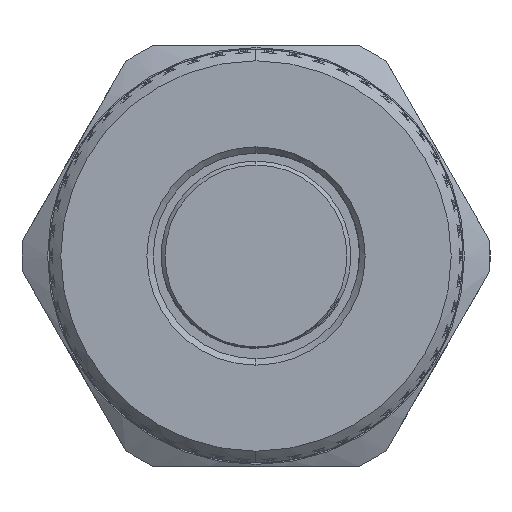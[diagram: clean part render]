
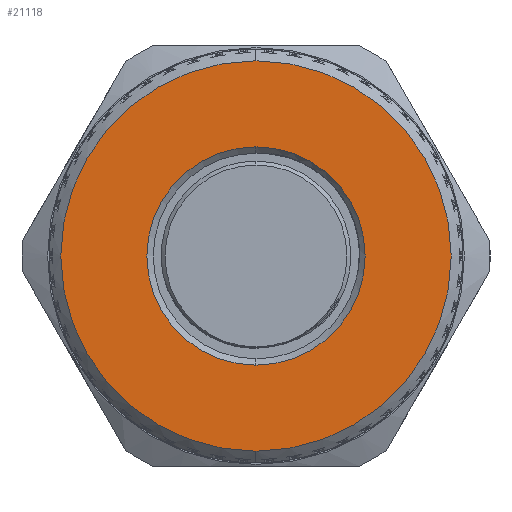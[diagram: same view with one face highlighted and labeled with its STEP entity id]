
A CAD part, left-side view. The second image highlights one B-rep face of the part: STEP entity #21118.
In plain terms, the highlighted planar face has unit normal (-1, 0, 0).
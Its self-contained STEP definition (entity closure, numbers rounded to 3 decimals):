
#1667 = AXIS2_PLACEMENT_3D ( 'NONE', #71408, #10729, #18401 ) ;
#2308 = DIRECTION ( 'NONE',  ( -1., 0., 0. ) ) ;
#3977 = DIRECTION ( 'NONE',  ( 1., 0., 0. ) ) ;
#5899 = CARTESIAN_POINT ( 'NONE',  ( -113.15, 0., 6.6 ) ) ;
#7171 = ORIENTED_EDGE ( 'NONE', *, *, #64459, .T. ) ;
#8646 = DIRECTION ( 'NONE',  ( -1., 0., 0. ) ) ;
#9404 = CARTESIAN_POINT ( 'NONE',  ( -113.15, 0., 0. ) ) ;
#10729 = DIRECTION ( 'NONE',  ( -1., 0., 0. ) ) ;
#11134 = FACE_BOUND ( 'NONE', #52057, .T. ) ;
#11917 = DIRECTION ( 'NONE',  ( 0., 0., 1. ) ) ;
#13038 = CIRCLE ( 'NONE', #52086, 6.6 ) ;
#13444 = CARTESIAN_POINT ( 'NONE',  ( -113.15, 0., 0. ) ) ;
#16115 = CARTESIAN_POINT ( 'NONE',  ( -113.15, 0., 11.8 ) ) ;
#16731 = ORIENTED_EDGE ( 'NONE', *, *, #24042, .F. ) ;
#17288 = VERTEX_POINT ( 'NONE', #5899 ) ;
#18401 = DIRECTION ( 'NONE',  ( 0., 0., 1. ) ) ;
#21118 = ADVANCED_FACE ( 'NONE', ( #35744, #11134 ), #109149, .F. ) ;
#24042 = EDGE_CURVE ( 'NONE', #36589, #17288, #45153, .T. ) ;
#27063 = CIRCLE ( 'NONE', #27111, 11.8 ) ;
#27111 = AXIS2_PLACEMENT_3D ( 'NONE', #13444, #100174, #11917 ) ;
#28656 = VERTEX_POINT ( 'NONE', #16115 ) ;
#29298 = CARTESIAN_POINT ( 'NONE',  ( -113.15, 0., 0. ) ) ;
#35744 = FACE_OUTER_BOUND ( 'NONE', #40094, .T. ) ;
#36589 = VERTEX_POINT ( 'NONE', #49905 ) ;
#40094 = EDGE_LOOP ( 'NONE', ( #7171, #48783 ) ) ;
#40151 = CARTESIAN_POINT ( 'NONE',  ( -113.15, 0., -11.8 ) ) ;
#45153 = CIRCLE ( 'NONE', #65643, 6.6 ) ;
#48783 = ORIENTED_EDGE ( 'NONE', *, *, #79989, .T. ) ;
#49905 = CARTESIAN_POINT ( 'NONE',  ( -113.15, 0., -6.6 ) ) ;
#52057 = EDGE_LOOP ( 'NONE', ( #109633, #16731 ) ) ;
#52086 = AXIS2_PLACEMENT_3D ( 'NONE', #9404, #8646, #52820 ) ;
#52820 = DIRECTION ( 'NONE',  ( 0., 0., 1. ) ) ;
#64459 = EDGE_CURVE ( 'NONE', #77806, #28656, #27063, .T. ) ;
#65232 = DIRECTION ( 'NONE',  ( 0., 0., 1. ) ) ;
#65643 = AXIS2_PLACEMENT_3D ( 'NONE', #91708, #2308, #65232 ) ;
#71408 = CARTESIAN_POINT ( 'NONE',  ( -113.15, 0., 0. ) ) ;
#73524 = DIRECTION ( 'NONE',  ( 0., 0., -1. ) ) ;
#77806 = VERTEX_POINT ( 'NONE', #40151 ) ;
#79989 = EDGE_CURVE ( 'NONE', #28656, #77806, #93530, .T. ) ;
#91708 = CARTESIAN_POINT ( 'NONE',  ( -113.15, 0., 0. ) ) ;
#93530 = CIRCLE ( 'NONE', #1667, 11.8 ) ;
#96730 = AXIS2_PLACEMENT_3D ( 'NONE', #29298, #3977, #73524 ) ;
#100174 = DIRECTION ( 'NONE',  ( -1., 0., 0. ) ) ;
#105949 = EDGE_CURVE ( 'NONE', #17288, #36589, #13038, .T. ) ;
#109149 = PLANE ( 'NONE',  #96730 ) ;
#109633 = ORIENTED_EDGE ( 'NONE', *, *, #105949, .F. ) ;
